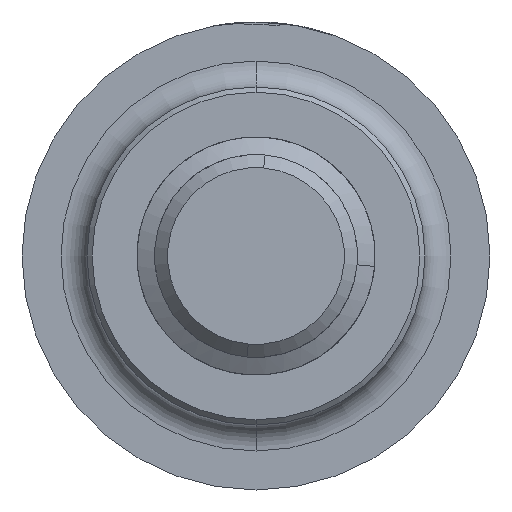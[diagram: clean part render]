
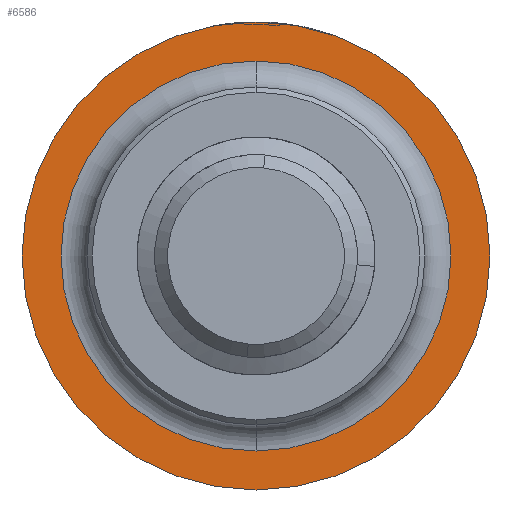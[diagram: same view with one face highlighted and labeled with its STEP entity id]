
A CAD part, front view. The second image highlights one B-rep face of the part: STEP entity #6586.
In plain terms, the highlighted planar face has unit normal (0, -1, 0).
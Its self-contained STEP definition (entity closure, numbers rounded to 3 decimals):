
#240 = CIRCLE ( 'NONE', #3340, 7.5 ) ;
#298 = CARTESIAN_POINT ( 'NONE',  ( 0., 12.42, -7.5 ) ) ;
#451 = CARTESIAN_POINT ( 'NONE',  ( 7.5, 12.42, 0. ) ) ;
#473 = CARTESIAN_POINT ( 'NONE',  ( 0., 12.42, -9. ) ) ;
#1298 = DIRECTION ( 'NONE',  ( 0., -1., 0. ) ) ;
#1408 = AXIS2_PLACEMENT_3D ( 'NONE', #4539, #5105, #2339 ) ;
#1540 = EDGE_LOOP ( 'NONE', ( #6811, #6562 ) ) ;
#1680 = ORIENTED_EDGE ( 'NONE', *, *, #2318, .F. ) ;
#2318 = EDGE_CURVE ( 'NONE', #3558, #3915, #240, .T. ) ;
#2339 = DIRECTION ( 'NONE',  ( 0., 0., -1. ) ) ;
#2415 = EDGE_CURVE ( 'NONE', #4773, #6207, #5370, .T. ) ;
#2584 = AXIS2_PLACEMENT_3D ( 'NONE', #2833, #1298, #5566 ) ;
#2833 = CARTESIAN_POINT ( 'NONE',  ( 0., 12.42, 0. ) ) ;
#2999 = CIRCLE ( 'NONE', #1408, 7.5 ) ;
#3340 = AXIS2_PLACEMENT_3D ( 'NONE', #4805, #4263, #6850 ) ;
#3357 = DIRECTION ( 'NONE',  ( 0., -1., 0. ) ) ;
#3383 = ORIENTED_EDGE ( 'NONE', *, *, #6225, .F. ) ;
#3478 = AXIS2_PLACEMENT_3D ( 'NONE', #4429, #3357, #4454 ) ;
#3558 = VERTEX_POINT ( 'NONE', #6454 ) ;
#3669 = PLANE ( 'NONE',  #4892 ) ;
#3915 = VERTEX_POINT ( 'NONE', #298 ) ;
#4263 = DIRECTION ( 'NONE',  ( 0., -1., 0. ) ) ;
#4429 = CARTESIAN_POINT ( 'NONE',  ( 0., 12.42, 0. ) ) ;
#4454 = DIRECTION ( 'NONE',  ( 0., 0., -1. ) ) ;
#4539 = CARTESIAN_POINT ( 'NONE',  ( 0., 12.42, 0. ) ) ;
#4588 = EDGE_LOOP ( 'NONE', ( #3383, #1680 ) ) ;
#4773 = VERTEX_POINT ( 'NONE', #473 ) ;
#4805 = CARTESIAN_POINT ( 'NONE',  ( 0., 12.42, 0. ) ) ;
#4892 = AXIS2_PLACEMENT_3D ( 'NONE', #451, #5269, #6866 ) ;
#5105 = DIRECTION ( 'NONE',  ( 0., -1., 0. ) ) ;
#5179 = EDGE_CURVE ( 'NONE', #6207, #4773, #6328, .T. ) ;
#5269 = DIRECTION ( 'NONE',  ( 0., -1., 0. ) ) ;
#5343 = FACE_BOUND ( 'NONE', #4588, .T. ) ;
#5370 = CIRCLE ( 'NONE', #3478, 9. ) ;
#5429 = FACE_OUTER_BOUND ( 'NONE', #1540, .T. ) ;
#5566 = DIRECTION ( 'NONE',  ( 0., 0., -1. ) ) ;
#5992 = CARTESIAN_POINT ( 'NONE',  ( 0., 12.42, 9. ) ) ;
#6207 = VERTEX_POINT ( 'NONE', #5992 ) ;
#6225 = EDGE_CURVE ( 'NONE', #3915, #3558, #2999, .T. ) ;
#6328 = CIRCLE ( 'NONE', #2584, 9. ) ;
#6454 = CARTESIAN_POINT ( 'NONE',  ( 0., 12.42, 7.5 ) ) ;
#6562 = ORIENTED_EDGE ( 'NONE', *, *, #5179, .T. ) ;
#6586 = ADVANCED_FACE ( 'NONE', ( #5429, #5343 ), #3669, .T. ) ;
#6811 = ORIENTED_EDGE ( 'NONE', *, *, #2415, .T. ) ;
#6850 = DIRECTION ( 'NONE',  ( 0., 0., -1. ) ) ;
#6866 = DIRECTION ( 'NONE',  ( 0., 0., -1. ) ) ;
